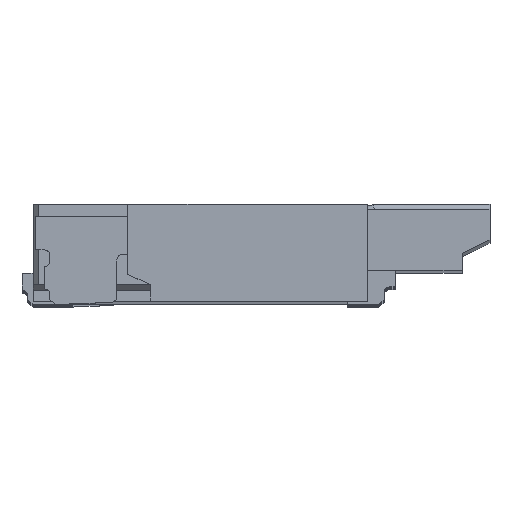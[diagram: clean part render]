
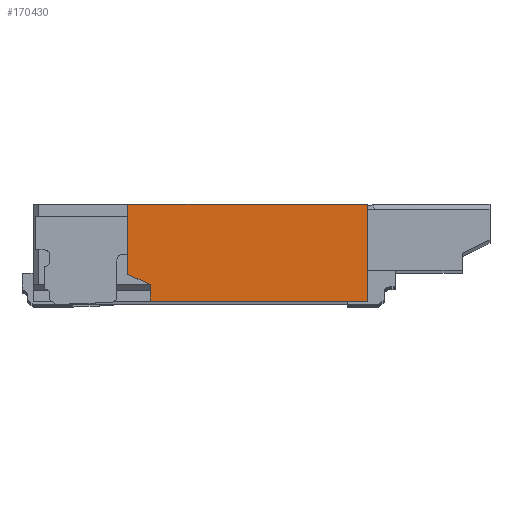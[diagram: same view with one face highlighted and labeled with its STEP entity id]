
A CAD part, top view. The second image highlights one B-rep face of the part: STEP entity #170430.
In plain terms, the highlighted planar face has unit normal (0, 0, 1).
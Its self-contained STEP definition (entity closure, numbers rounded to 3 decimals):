
#73930=CARTESIAN_POINT('',(1.358,1.974,6.715));
#73940=VERTEX_POINT('',#73930);
#73970=CARTESIAN_POINT('',(1.358,0.,6.715
));
#73980=DIRECTION('',(0.,-1.,0.));
#73990=VECTOR('',#73980,1.);
#74000=LINE('',#73970,#73990);
#74010=CARTESIAN_POINT('',(1.358,2.844,6.715));
#74020=VERTEX_POINT('',#74010);
#74030=EDGE_CURVE('',#74020,#73940,#74000,.T.);
#74280=CARTESIAN_POINT('',(-0.592,0.,
6.715));
#74290=DIRECTION('',(0.,1.,0.));
#74300=VECTOR('',#74290,1.);
#74310=LINE('',#74280,#74300);
#74320=CARTESIAN_POINT('',(-0.592,1.974,6.715))
;
#74330=VERTEX_POINT('',#74320);
#74340=CARTESIAN_POINT('',(-0.592,2.124,6.715));
#74350=VERTEX_POINT('',#74340);
#74360=EDGE_CURVE('',#74330,#74350,#74310,.T.);
#162730=CARTESIAN_POINT('',(-0.402,2.844,6.715
));
#162740=DIRECTION('',(-1.,0.,0.));
#162750=VECTOR('',#162740,1.);
#162760=LINE('',#162730,#162750);
#162770=CARTESIAN_POINT('',(-0.792,2.844,6.715
));
#162780=VERTEX_POINT('',#162770);
#162790=EDGE_CURVE('',#74020,#162780,#162760,.T.);
#163840=CARTESIAN_POINT('',(-0.792,0.,
6.715));
#163850=DIRECTION('',(0.,1.,0.));
#163860=VECTOR('',#163850,1.);
#163870=LINE('',#163840,#163860);
#163880=CARTESIAN_POINT('',(-0.792,2.214,6.715));
#163890=VERTEX_POINT('',#163880);
#163900=EDGE_CURVE('',#163890,#162780,#163870,.T.);
#170150=CARTESIAN_POINT('',(0.,1.857,
6.715));
#170160=DIRECTION('',(-0.912,0.41,0.));
#170170=VECTOR('',#170160,1.);
#170180=LINE('',#170150,#170170);
#170190=EDGE_CURVE('',#74350,#163890,#170180,.T.);
#170250=CARTESIAN_POINT('',(-0.631,2.755,
6.715));
#170260=DIRECTION('',(-0.,0.,1.));
#170270=DIRECTION('',(1.,0.,0.));
#170280=AXIS2_PLACEMENT_3D('',#170250,#170260,#170270);
#170290=PLANE('',#170280);
#170300=ORIENTED_EDGE('',*,*,#170190,.F.);
#170310=ORIENTED_EDGE('',*,*,#163900,.F.);
#170320=ORIENTED_EDGE('',*,*,#162790,.T.);
#170330=ORIENTED_EDGE('',*,*,#74030,.F.);
#170340=CARTESIAN_POINT('',(0.,1.974,
6.715));
#170350=DIRECTION('',(-1.,0.,0.));
#170360=VECTOR('',#170350,1.);
#170370=LINE('',#170340,#170360);
#170380=EDGE_CURVE('',#73940,#74330,#170370,.T.);
#170390=ORIENTED_EDGE('',*,*,#170380,.F.);
#170400=ORIENTED_EDGE('',*,*,#74360,.F.);
#170410=EDGE_LOOP('',(#170400,#170390,#170330,#170320,#170310,#170300));
#170420=FACE_OUTER_BOUND('',#170410,.T.);
#170430=ADVANCED_FACE('',(#170420),#170290,.T.);
